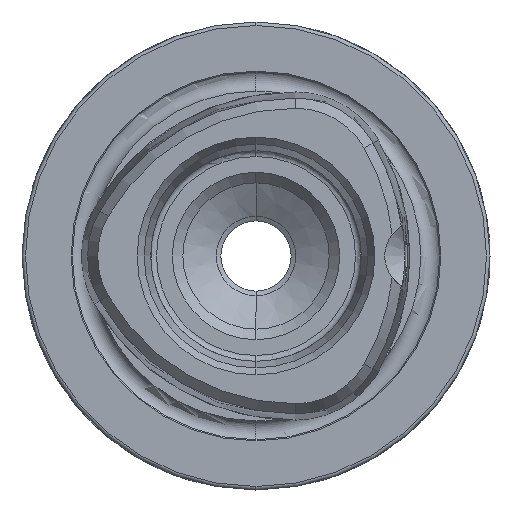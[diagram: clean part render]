
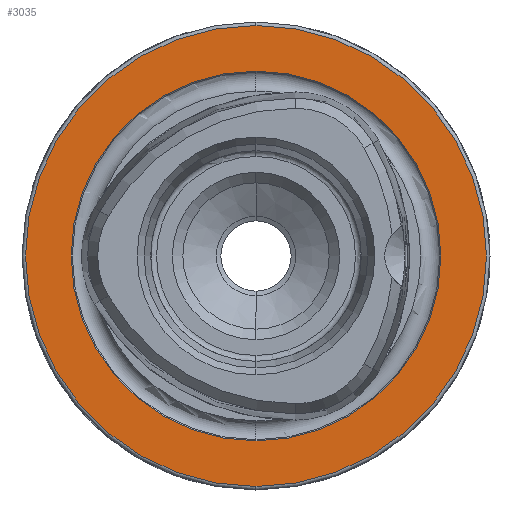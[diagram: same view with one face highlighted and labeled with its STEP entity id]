
A CAD part, left-side view. The second image highlights one B-rep face of the part: STEP entity #3035.
In plain terms, the highlighted planar face has unit normal (-1, 0, 0).
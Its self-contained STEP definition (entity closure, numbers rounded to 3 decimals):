
#573 = AXIS2_PLACEMENT_3D ( 'NONE', #12067, #12068, #12069 ) ;
#574 = AXIS2_PLACEMENT_3D ( 'NONE', #12071, #12072, #12073 ) ;
#677 = AXIS2_PLACEMENT_3D ( 'NONE', #8010, #8011, #8012 ) ;
#680 = AXIS2_PLACEMENT_3D ( 'NONE', #8019, #8020, #8021 ) ;
#993 = CARTESIAN_POINT ( 'NONE',  ( 0., 0., 19.7 ) ) ;
#997 = CARTESIAN_POINT ( 'NONE',  ( 0., 0., 15.8 ) ) ;
#1023 = CARTESIAN_POINT ( 'NONE',  ( 0., 0., -19.7 ) ) ;
#1044 = CARTESIAN_POINT ( 'NONE',  ( 0., 0., -15.8 ) ) ;
#1160 = CIRCLE ( 'NONE', #677, 15.8 ) ;
#1171 = CIRCLE ( 'NONE', #680, 19.7 ) ;
#2396 = VERTEX_POINT ( 'NONE', #1044 ) ;
#2417 = VERTEX_POINT ( 'NONE', #1023 ) ;
#2557 = ORIENTED_EDGE ( 'NONE', *, *, #10739, .T. ) ;
#2558 = ORIENTED_EDGE ( 'NONE', *, *, #12844, .T. ) ;
#2559 = ORIENTED_EDGE ( 'NONE', *, *, #12840, .F. ) ;
#2560 = ORIENTED_EDGE ( 'NONE', *, *, #10740, .F. ) ;
#2649 = VERTEX_POINT ( 'NONE', #997 ) ;
#2653 = VERTEX_POINT ( 'NONE', #993 ) ;
#3035 = ADVANCED_FACE ( 'NONE', ( #13033, #13032 ), #11330, .F. ) ;
#8010 = CARTESIAN_POINT ( 'NONE',  ( 0., 0., 0. ) ) ;
#8011 = DIRECTION ( 'NONE',  ( -1., 0., 0. ) ) ;
#8012 = DIRECTION ( 'NONE',  ( 0., 0., 1. ) ) ;
#8019 = CARTESIAN_POINT ( 'NONE',  ( 0., 0., 0. ) ) ;
#8020 = DIRECTION ( 'NONE',  ( -1., 0., 0. ) ) ;
#8021 = DIRECTION ( 'NONE',  ( 0., 0., 1. ) ) ;
#9910 = CIRCLE ( 'NONE', #573, 19.7 ) ;
#9911 = CIRCLE ( 'NONE', #574, 15.8 ) ;
#10184 = EDGE_LOOP ( 'NONE', ( #2558, #2557 ) ) ;
#10739 = EDGE_CURVE ( 'NONE', #2417, #2653, #9910, .T. ) ;
#10740 = EDGE_CURVE ( 'NONE', #2649, #2396, #9911, .T. ) ;
#10903 = AXIS2_PLACEMENT_3D ( 'NONE', #11333, #11334, #11327 ) ;
#11327 = DIRECTION ( 'NONE',  ( 0., 0., -1. ) ) ;
#11330 = PLANE ( 'NONE',  #10903 ) ;
#11333 = CARTESIAN_POINT ( 'NONE',  ( 0., 15.8, 0. ) ) ;
#11334 = DIRECTION ( 'NONE',  ( 1., 0., 0. ) ) ;
#12067 = CARTESIAN_POINT ( 'NONE',  ( 0., 0., 0. ) ) ;
#12068 = DIRECTION ( 'NONE',  ( -1., 0., 0. ) ) ;
#12069 = DIRECTION ( 'NONE',  ( 0., 0., 1. ) ) ;
#12071 = CARTESIAN_POINT ( 'NONE',  ( 0., 0., 0. ) ) ;
#12072 = DIRECTION ( 'NONE',  ( -1., 0., 0. ) ) ;
#12073 = DIRECTION ( 'NONE',  ( 0., 0., 1. ) ) ;
#12656 = EDGE_LOOP ( 'NONE', ( #2560, #2559 ) ) ;
#12840 = EDGE_CURVE ( 'NONE', #2396, #2649, #1160, .T. ) ;
#12844 = EDGE_CURVE ( 'NONE', #2653, #2417, #1171, .T. ) ;
#13032 = FACE_OUTER_BOUND ( 'NONE', #10184, .T. ) ;
#13033 = FACE_BOUND ( 'NONE', #12656, .T. ) ;
